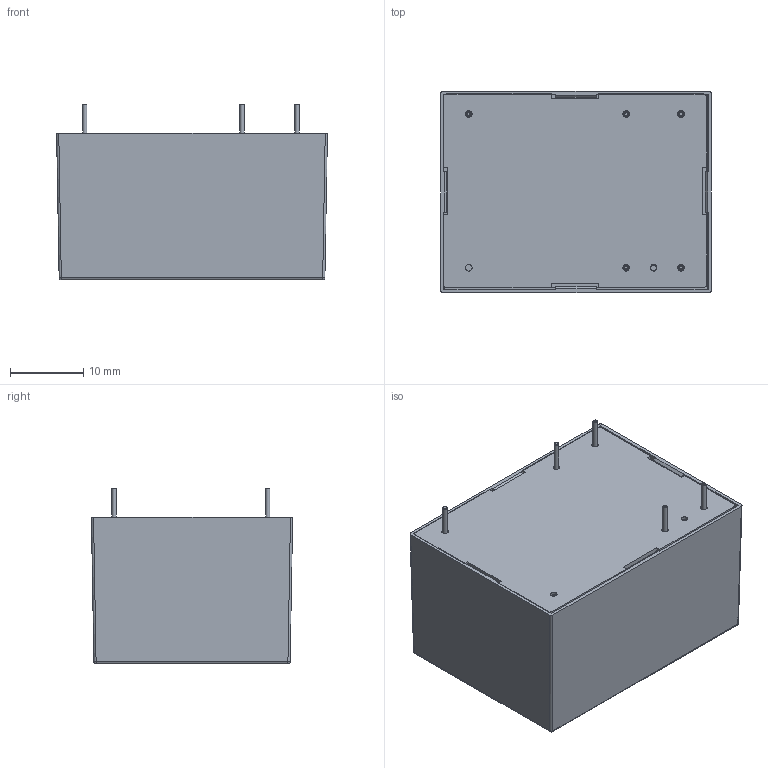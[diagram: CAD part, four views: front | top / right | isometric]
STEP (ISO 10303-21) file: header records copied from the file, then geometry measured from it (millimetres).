
FILE_DESCRIPTION(/* description */ (''),/* implementation_level */ '2;1');
FILE_NAME(/* name */ 'TMPW 10.stp',/* time_stamp */ '2020-09-24T10:10:35+08:00',/* author */ ('peter'),/* organization */ (''),/* preprocessor_version */ 'ST-DEVELOPER v15.2',/* originating_system */ 'Autodesk Inventor 2014',/* authorisation */ '');
FILE_SCHEMA (('AUTOMOTIVE_DESIGN { 1 0 10303 214 3 1 1 }'));
Length unit declared in the file: millimetre
Products named in the file (7): TOP COVER; BOT CASE; PCB; PIN - R6 x 27 mm; MYLAR; PCB - TMPW 10; TMPW 10
Bounding box: 37 x 27.5 x 24 mm (x, y, z)
Volume: 9972.5 mm3; surface area: 13673.5 mm2
Topology: 10 solids, 10 shells, 202 faces, 459 edges, 294 vertices
Faces by surface type: plane 121, cylinder 50, torus 20, cone 7, sphere 4
Full cylindrical faces by diameter (mm): 0.6 x10, 0.8 x6, 0.9 x7, 1.1 x5, 4.745 x1, 4.758 x1, 7.699 x1, 10.2 x1
Entity records: 4656 total; most frequent: DIRECTION 783, CARTESIAN_POINT 762, ORIENTED_EDGE 694, EDGE_CURVE 346, AXIS2_PLACEMENT_3D 262, LINE 259, VECTOR 259, VERTEX_POINT 241
